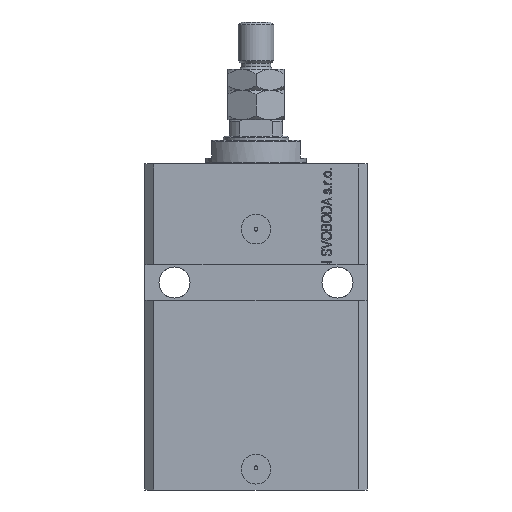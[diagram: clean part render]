
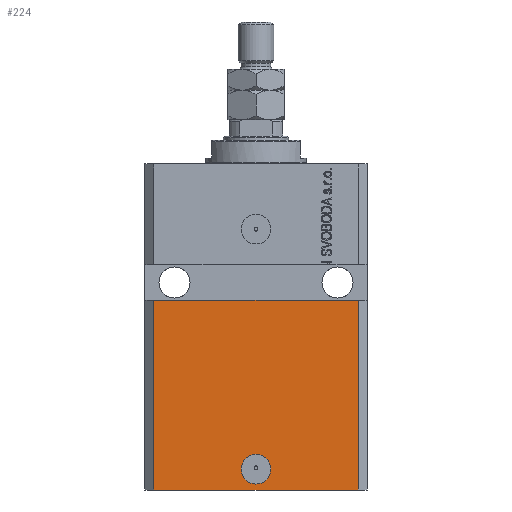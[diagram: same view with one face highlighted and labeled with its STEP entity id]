
A CAD part, front view. The second image highlights one B-rep face of the part: STEP entity #224.
In plain terms, the highlighted planar face has unit normal (0, -1, 0).
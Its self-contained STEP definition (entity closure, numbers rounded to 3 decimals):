
#43 = VERTEX_POINT ( 'NONE', #29874 ) ;
#85 = ORIENTED_EDGE ( 'NONE', *, *, #30102, .F. ) ;
#224 = ADVANCED_FACE ( 'NONE', ( #4226, #35617 ), #38848, .T. ) ;
#1750 = DIRECTION ( 'NONE',  ( 0., -1., 0. ) ) ;
#1887 = EDGE_CURVE ( 'NONE', #42160, #6028, #30795, .T. ) ;
#2199 = EDGE_LOOP ( 'NONE', ( #44080, #2509 ) ) ;
#2509 = ORIENTED_EDGE ( 'NONE', *, *, #6470, .F. ) ;
#3222 = CARTESIAN_POINT ( 'NONE',  ( 34.5, -27.5, -110. ) ) ;
#3391 = LINE ( 'NONE', #42424, #23678 ) ;
#4226 = FACE_BOUND ( 'NONE', #2199, .T. ) ;
#4973 = CARTESIAN_POINT ( 'NONE',  ( 0., -27.5, -103. ) ) ;
#6028 = VERTEX_POINT ( 'NONE', #36253 ) ;
#6470 = EDGE_CURVE ( 'NONE', #7674, #11828, #15869, .T. ) ;
#7089 = CIRCLE ( 'NONE', #10052, 5. ) ;
#7209 = DIRECTION ( 'NONE',  ( 0., -1., 0. ) ) ;
#7285 = AXIS2_PLACEMENT_3D ( 'NONE', #31675, #7209, #24551 ) ;
#7674 = VERTEX_POINT ( 'NONE', #16601 ) ;
#7834 = ORIENTED_EDGE ( 'NONE', *, *, #29077, .T. ) ;
#8926 = CARTESIAN_POINT ( 'NONE',  ( 0., -27.5, -103. ) ) ;
#9649 = LINE ( 'NONE', #41532, #42876 ) ;
#10052 = AXIS2_PLACEMENT_3D ( 'NONE', #4973, #1750, #15833 ) ;
#10175 = EDGE_CURVE ( 'NONE', #11828, #7674, #7089, .T. ) ;
#10603 = ORIENTED_EDGE ( 'NONE', *, *, #1887, .F. ) ;
#11828 = VERTEX_POINT ( 'NONE', #29223 ) ;
#12351 = CARTESIAN_POINT ( 'NONE',  ( -34.5, -27.5, -110. ) ) ;
#12611 = ORIENTED_EDGE ( 'NONE', *, *, #24252, .T. ) ;
#15130 = CARTESIAN_POINT ( 'NONE',  ( -37.5, -27.5, -46. ) ) ;
#15833 = DIRECTION ( 'NONE',  ( 1., 0., 0. ) ) ;
#15869 = CIRCLE ( 'NONE', #40929, 5. ) ;
#16498 = DIRECTION ( 'NONE',  ( 0., 0., 1. ) ) ;
#16601 = CARTESIAN_POINT ( 'NONE',  ( -5., -27.5, -103. ) ) ;
#18443 = VECTOR ( 'NONE', #16498, 1000. ) ;
#21163 = DIRECTION ( 'NONE',  ( 0., 0., 1. ) ) ;
#22986 = VECTOR ( 'NONE', #43303, 1000. ) ;
#23678 = VECTOR ( 'NONE', #21163, 1000. ) ;
#24252 = EDGE_CURVE ( 'NONE', #27498, #43, #3391, .T. ) ;
#24551 = DIRECTION ( 'NONE',  ( 0., 0., -1. ) ) ;
#25970 = LINE ( 'NONE', #15130, #22986 ) ;
#27498 = VERTEX_POINT ( 'NONE', #3222 ) ;
#28150 = CARTESIAN_POINT ( 'NONE',  ( -34.5, -27.5, -110. ) ) ;
#28565 = EDGE_LOOP ( 'NONE', ( #85, #10603, #7834, #12611 ) ) ;
#29077 = EDGE_CURVE ( 'NONE', #42160, #27498, #9649, .T. ) ;
#29223 = CARTESIAN_POINT ( 'NONE',  ( 5., -27.5, -103. ) ) ;
#29874 = CARTESIAN_POINT ( 'NONE',  ( 34.5, -27.5, -46. ) ) ;
#30102 = EDGE_CURVE ( 'NONE', #6028, #43, #25970, .T. ) ;
#30795 = LINE ( 'NONE', #12351, #18443 ) ;
#31675 = CARTESIAN_POINT ( 'NONE',  ( -34.5, -27.5, -110. ) ) ;
#34082 = DIRECTION ( 'NONE',  ( 1., 0., 0. ) ) ;
#35617 = FACE_OUTER_BOUND ( 'NONE', #28565, .T. ) ;
#36253 = CARTESIAN_POINT ( 'NONE',  ( -34.5, -27.5, -46. ) ) ;
#37368 = DIRECTION ( 'NONE',  ( 1., 0., 0. ) ) ;
#38848 = PLANE ( 'NONE',  #7285 ) ;
#40810 = DIRECTION ( 'NONE',  ( 0., -1., 0. ) ) ;
#40929 = AXIS2_PLACEMENT_3D ( 'NONE', #8926, #40810, #34082 ) ;
#41532 = CARTESIAN_POINT ( 'NONE',  ( -34.5, -27.5, -110. ) ) ;
#42160 = VERTEX_POINT ( 'NONE', #28150 ) ;
#42424 = CARTESIAN_POINT ( 'NONE',  ( 34.5, -27.5, -110. ) ) ;
#42876 = VECTOR ( 'NONE', #37368, 1000. ) ;
#43303 = DIRECTION ( 'NONE',  ( 1., 0., 0. ) ) ;
#44080 = ORIENTED_EDGE ( 'NONE', *, *, #10175, .F. ) ;
